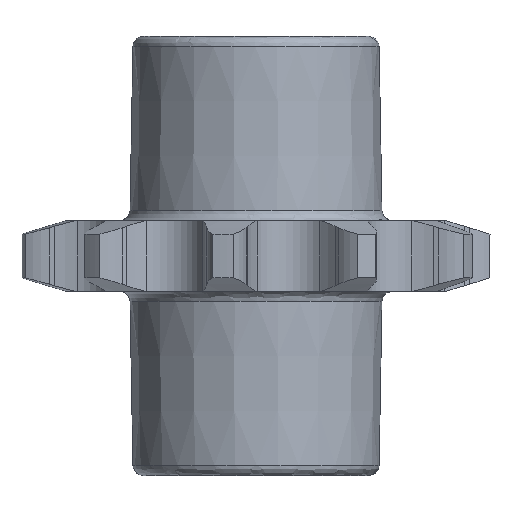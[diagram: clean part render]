
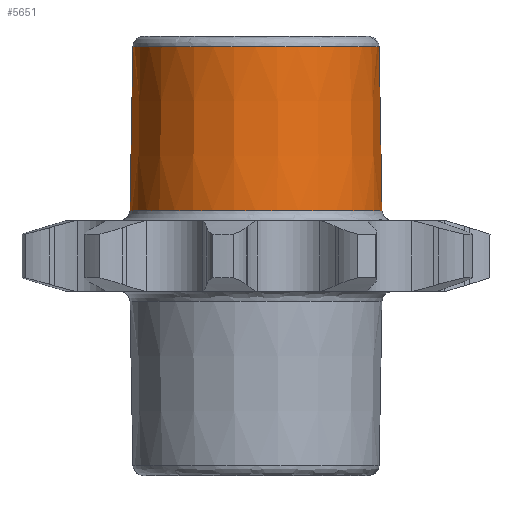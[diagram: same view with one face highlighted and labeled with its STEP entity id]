
A CAD part, front view. The second image highlights one B-rep face of the part: STEP entity #5651.
In plain terms, the highlighted conical face has half-angle 1 degrees and reference radius 3.587 mm.
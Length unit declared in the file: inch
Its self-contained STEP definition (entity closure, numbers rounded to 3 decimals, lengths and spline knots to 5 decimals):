
#1285 = DIRECTION ( 'NONE',  ( -1., 0., 0. ) ) ;
#1286 = DIRECTION ( 'NONE',  ( 0., 0., 1. ) ) ;
#1287 = CARTESIAN_POINT ( 'NONE',  ( 0., 0., 0.09035 ) ) ;
#1288 = AXIS2_PLACEMENT_3D ( 'NONE', #1287, #1286, #1285 ) ;
#1289 = CIRCLE ( 'NONE', #1288, 0.1412 ) ;
#1290 = DIRECTION ( 'NONE',  ( -1., 0., 0. ) ) ;
#1291 = DIRECTION ( 'NONE',  ( 0., 0., -1. ) ) ;
#1292 = AXIS2_PLACEMENT_3D ( 'NONE', #1294, #1291, #1290 ) ;
#1293 = CONICAL_SURFACE ( 'NONE', #1292, 0.1412, 0.017 ) ;
#1294 = CARTESIAN_POINT ( 'NONE',  ( 0., 0., 0.09035 ) ) ;
#1295 = FACE_OUTER_BOUND ( 'NONE', #5652, .T. ) ;
#1296 = DIRECTION ( 'NONE',  ( -1., 0., 0. ) ) ;
#1297 = DIRECTION ( 'NONE',  ( 0., 0., -1. ) ) ;
#1298 = CARTESIAN_POINT ( 'NONE',  ( 0., 0., 0.27383 ) ) ;
#1299 = AXIS2_PLACEMENT_3D ( 'NONE', #1298, #1297, #1296 ) ;
#1300 = CIRCLE ( 'NONE', #1299, 0.138 ) ;
#1312 = CARTESIAN_POINT ( 'NONE',  ( -0.138, 0., 0.27383 ) ) ;
#1372 = CARTESIAN_POINT ( 'NONE',  ( 0.1412, 0., 0.09035 ) ) ;
#1373 = DIRECTION ( 'NONE',  ( 0.017, 0., -1. ) ) ;
#1374 = VECTOR ( 'NONE', #1373, 39.37008 ) ;
#1375 = CARTESIAN_POINT ( 'NONE',  ( 0.1412, 0., 0.09035 ) ) ;
#1376 = LINE ( 'NONE', #1375, #1374 ) ;
#1491 = LINE ( 'NONE', #1687, #1686 ) ;
#1685 = DIRECTION ( 'NONE',  ( -0.017, 0., -1. ) ) ;
#1686 = VECTOR ( 'NONE', #1685, 39.37008 ) ;
#1687 = CARTESIAN_POINT ( 'NONE',  ( -0.1412, 0., 0.09035 ) ) ;
#2345 = CARTESIAN_POINT ( 'NONE',  ( 0.138, 0., 0.27383 ) ) ;
#2346 = DIRECTION ( 'NONE',  ( -1., 0., 0. ) ) ;
#2347 = DIRECTION ( 'NONE',  ( 0., 0., -1. ) ) ;
#2348 = CARTESIAN_POINT ( 'NONE',  ( 0., 0., 0.27383 ) ) ;
#2349 = AXIS2_PLACEMENT_3D ( 'NONE', #2348, #2347, #2346 ) ;
#2350 = CIRCLE ( 'NONE', #2349, 0.138 ) ;
#2401 = CARTESIAN_POINT ( 'NONE',  ( 0.13799, -0.00136, 0.27383 ) ) ;
#2404 = CARTESIAN_POINT ( 'NONE',  ( -0.1412, 0., 0.09035 ) ) ;
#2405 = DIRECTION ( 'NONE',  ( -1., 0., 0. ) ) ;
#2406 = DIRECTION ( 'NONE',  ( 0., 0., 1. ) ) ;
#2407 = AXIS2_PLACEMENT_3D ( 'NONE', #2414, #2406, #2405 ) ;
#2408 = CIRCLE ( 'NONE', #2407, 0.1412 ) ;
#2409 = CARTESIAN_POINT ( 'NONE',  ( 0.14119, -0.00139, 0.09035 ) ) ;
#2414 = CARTESIAN_POINT ( 'NONE',  ( 0., 0., 0.09035 ) ) ;
#3895 = EDGE_CURVE ( 'NONE', #3896, #3961, #2350, .T. ) ;
#3896 = VERTEX_POINT ( 'NONE', #2345 ) ;
#3909 = VERTEX_POINT ( 'NONE', #2409 ) ;
#3911 = EDGE_CURVE ( 'NONE', #3912, #3909, #2408, .T. ) ;
#3912 = VERTEX_POINT ( 'NONE', #2404 ) ;
#3961 = VERTEX_POINT ( 'NONE', #2401 ) ;
#5638 = VERTEX_POINT ( 'NONE', #1312 ) ;
#5643 = EDGE_CURVE ( 'NONE', #3961, #5638, #1300, .T. ) ;
#5644 = ORIENTED_EDGE ( 'NONE', *, *, #5715, .F. ) ;
#5645 = ORIENTED_EDGE ( 'NONE', *, *, #3895, .T. ) ;
#5646 = ORIENTED_EDGE ( 'NONE', *, *, #5643, .T. ) ;
#5648 = ORIENTED_EDGE ( 'NONE', *, *, #5847, .T. ) ;
#5649 = ORIENTED_EDGE ( 'NONE', *, *, #3911, .T. ) ;
#5650 = ORIENTED_EDGE ( 'NONE', *, *, #5657, .T. ) ;
#5651 = ADVANCED_FACE ( 'NONE', ( #1295 ), #1293, .T. ) ;
#5652 = EDGE_LOOP ( 'NONE', ( #5644, #5645, #5646, #5648, #5649, #5650 ) ) ;
#5657 = EDGE_CURVE ( 'NONE', #3909, #5717, #1289, .T. ) ;
#5715 = EDGE_CURVE ( 'NONE', #3896, #5717, #1376, .T. ) ;
#5717 = VERTEX_POINT ( 'NONE', #1372 ) ;
#5847 = EDGE_CURVE ( 'NONE', #5638, #3912, #1491, .T. ) ;
